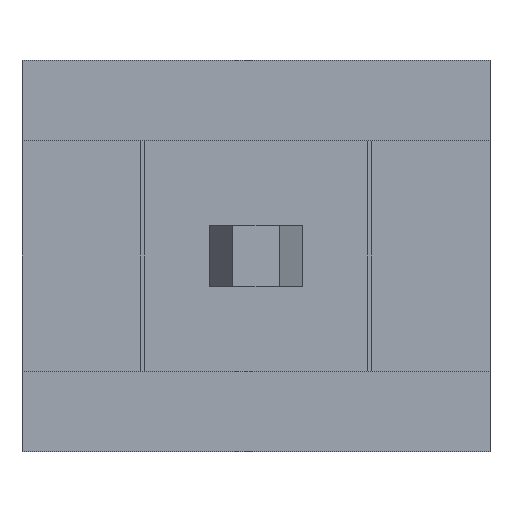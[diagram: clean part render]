
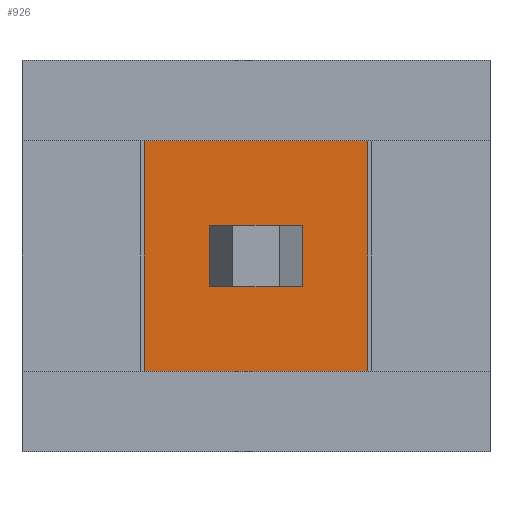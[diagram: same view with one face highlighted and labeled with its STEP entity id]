
A CAD part, front view. The second image highlights one B-rep face of the part: STEP entity #926.
In plain terms, the highlighted planar face has unit normal (0, -1, 0).
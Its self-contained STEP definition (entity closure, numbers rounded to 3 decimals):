
#89=DIRECTION('',(1.,0.,0.));
#90=VECTOR('',#89,1.45);
#91=CARTESIAN_POINT('',(-0.725,0.5,0.75));
#92=LINE('',#91,#90);
#124=DIRECTION('',(0.,0.,-1.));
#125=VECTOR('',#124,0.4);
#126=CARTESIAN_POINT('',(-0.3,0.5,0.2));
#127=LINE('',#126,#125);
#131=DIRECTION('',(1.,0.,0.));
#132=VECTOR('',#131,0.6);
#133=CARTESIAN_POINT('',(-0.3,0.5,-0.2));
#134=LINE('',#133,#132);
#138=DIRECTION('',(0.,0.,-1.));
#139=VECTOR('',#138,0.4);
#140=CARTESIAN_POINT('',(0.3,0.5,0.2));
#141=LINE('',#140,#139);
#145=DIRECTION('',(1.,0.,0.));
#146=VECTOR('',#145,0.6);
#147=CARTESIAN_POINT('',(-0.3,0.5,0.2));
#148=LINE('',#147,#146);
#152=DIRECTION('',(0.,0.,-1.));
#153=VECTOR('',#152,1.5);
#154=CARTESIAN_POINT('',(0.725,0.5,0.75));
#155=LINE('',#154,#153);
#187=DIRECTION('',(0.,0.,-1.));
#188=VECTOR('',#187,1.5);
#189=CARTESIAN_POINT('',(-0.725,0.5,0.75));
#190=LINE('',#189,#188);
#194=DIRECTION('',(1.,0.,0.));
#195=VECTOR('',#194,1.45);
#196=CARTESIAN_POINT('',(-0.725,0.5,-0.75));
#197=LINE('',#196,#195);
#791=CARTESIAN_POINT('',(-0.725,0.5,0.75));
#792=CARTESIAN_POINT('',(0.725,0.5,0.75));
#793=VERTEX_POINT('',#791);
#794=VERTEX_POINT('',#792);
#795=CARTESIAN_POINT('',(-0.725,0.5,-0.75));
#796=CARTESIAN_POINT('',(0.725,0.5,-0.75));
#797=VERTEX_POINT('',#795);
#798=VERTEX_POINT('',#796);
#807=CARTESIAN_POINT('',(-0.3,0.5,0.2));
#808=CARTESIAN_POINT('',(-0.3,0.5,-0.2));
#809=VERTEX_POINT('',#807);
#810=VERTEX_POINT('',#808);
#811=CARTESIAN_POINT('',(0.3,0.5,0.2));
#812=CARTESIAN_POINT('',(0.3,0.5,-0.2));
#813=VERTEX_POINT('',#811);
#814=VERTEX_POINT('',#812);
#902=CARTESIAN_POINT('',(-0.725,0.5,0.75));
#903=DIRECTION('',(0.,-1.,0.));
#904=DIRECTION('',(0.,0.,-1.));
#905=AXIS2_PLACEMENT_3D('',#902,#903,#904);
#906=PLANE('',#905);
#907=ORIENTED_EDGE('',*,*,#876,.T.);
#909=ORIENTED_EDGE('',*,*,#908,.T.);
#911=ORIENTED_EDGE('',*,*,#910,.F.);
#913=ORIENTED_EDGE('',*,*,#912,.F.);
#914=EDGE_LOOP('',(#907,#909,#911,#913));
#915=FACE_OUTER_BOUND('',#914,.F.);
#917=ORIENTED_EDGE('',*,*,#916,.T.);
#919=ORIENTED_EDGE('',*,*,#918,.T.);
#921=ORIENTED_EDGE('',*,*,#920,.F.);
#923=ORIENTED_EDGE('',*,*,#922,.F.);
#924=EDGE_LOOP('',(#917,#919,#921,#923));
#925=FACE_BOUND('',#924,.F.);
#926=ADVANCED_FACE('',(#915,#925),#906,.T.);
#876=EDGE_CURVE('',#793,#794,#92,.T.);
#908=EDGE_CURVE('',#794,#798,#155,.T.);
#910=EDGE_CURVE('',#797,#798,#197,.T.);
#912=EDGE_CURVE('',#793,#797,#190,.T.);
#916=EDGE_CURVE('',#809,#810,#127,.T.);
#918=EDGE_CURVE('',#810,#814,#134,.T.);
#920=EDGE_CURVE('',#813,#814,#141,.T.);
#922=EDGE_CURVE('',#809,#813,#148,.T.);
